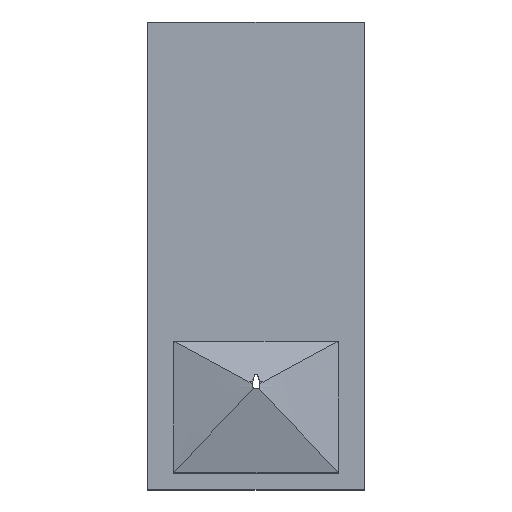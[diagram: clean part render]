
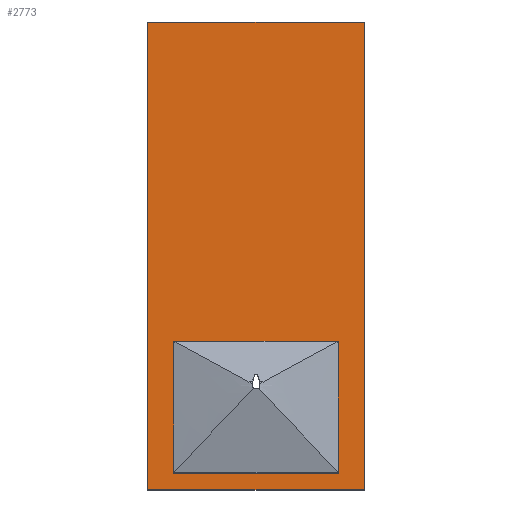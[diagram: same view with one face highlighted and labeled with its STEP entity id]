
A CAD part, top view. The second image highlights one B-rep face of the part: STEP entity #2773.
In plain terms, the highlighted planar face has unit normal (0, 0, 1).
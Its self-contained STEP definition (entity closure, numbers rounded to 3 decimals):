
#16=FACE_BOUND('',#600,.T.);
#169=B_SPLINE_CURVE_WITH_KNOTS('',3,(#5400,#5401,#5402,#5403,#5404,#5405),
 .UNSPECIFIED.,.F.,.F.,(4,2,4),(-0.829,-0.8,-0.05),
 .UNSPECIFIED.);
#176=B_SPLINE_CURVE_WITH_KNOTS('',3,(#5457,#5458,#5459,#5460),
 .UNSPECIFIED.,.F.,.F.,(4,4),(-0.078,0.003),
 .UNSPECIFIED.);
#177=B_SPLINE_CURVE_WITH_KNOTS('',3,(#5463,#5464,#5465,#5466),
 .UNSPECIFIED.,.F.,.F.,(4,4),(-1.562,-1.481),
 .UNSPECIFIED.);
#178=B_SPLINE_CURVE_WITH_KNOTS('',3,(#5474,#5475,#5476,#5477,#5478,#5479),
 .UNSPECIFIED.,.F.,.F.,(4,2,4),(-1.518,-0.795,-0.729),
 .UNSPECIFIED.);
#431=FACE_OUTER_BOUND('',#599,.T.);
#599=EDGE_LOOP('',(#2154,#2155,#2156,#2157));
#600=EDGE_LOOP('',(#2158,#2159,#2160,#2161,#2162,#2163,#2164,#2165,#2166,
#2167));
#727=LINE('',#4034,#925);
#739=LINE('',#4114,#937);
#743=LINE('',#4122,#941);
#758=LINE('',#4151,#956);
#760=LINE('',#4154,#958);
#796=LINE('',#5246,#994);
#798=LINE('',#5468,#996);
#799=LINE('',#5470,#997);
#800=LINE('',#5472,#998);
#801=LINE('',#5480,#999);
#925=VECTOR('',#3155,10.);
#937=VECTOR('',#3179,54.8);
#941=VECTOR('',#3185,25.4);
#956=VECTOR('',#3202,54.8);
#958=VECTOR('',#3206,25.4);
#994=VECTOR('',#3356,10.);
#996=VECTOR('',#3362,10.);
#997=VECTOR('',#3363,10.);
#998=VECTOR('',#3364,10.);
#999=VECTOR('',#3365,10.);
#1141=VERTEX_POINT('',#4025);
#1142=VERTEX_POINT('',#4033);
#1150=VERTEX_POINT('',#4111);
#1151=VERTEX_POINT('',#4113);
#1154=VERTEX_POINT('',#4121);
#1167=VERTEX_POINT('',#4148);
#1250=VERTEX_POINT('',#5244);
#1251=VERTEX_POINT('',#5245);
#1259=VERTEX_POINT('',#5399);
#1263=VERTEX_POINT('',#5462);
#1264=VERTEX_POINT('',#5467);
#1265=VERTEX_POINT('',#5469);
#1266=VERTEX_POINT('',#5471);
#1267=VERTEX_POINT('',#5473);
#1419=EDGE_CURVE('',#1142,#1141,#727,.T.);
#1436=EDGE_CURVE('',#1150,#1151,#739,.T.);
#1440=EDGE_CURVE('',#1151,#1154,#743,.T.);
#1455=EDGE_CURVE('',#1154,#1167,#758,.T.);
#1457=EDGE_CURVE('',#1167,#1150,#760,.T.);
#1571=EDGE_CURVE('',#1250,#1251,#796,.T.);
#1583=EDGE_CURVE('',#1259,#1250,#169,.T.);
#1590=EDGE_CURVE('',#1251,#1141,#176,.T.);
#1591=EDGE_CURVE('',#1142,#1263,#177,.T.);
#1592=EDGE_CURVE('',#1259,#1264,#798,.T.);
#1593=EDGE_CURVE('',#1264,#1265,#799,.T.);
#1594=EDGE_CURVE('',#1265,#1266,#800,.T.);
#1595=EDGE_CURVE('',#1267,#1266,#178,.T.);
#1596=EDGE_CURVE('',#1263,#1267,#801,.T.);
#2154=ORIENTED_EDGE('',*,*,#1436,.F.);
#2155=ORIENTED_EDGE('',*,*,#1457,.F.);
#2156=ORIENTED_EDGE('',*,*,#1455,.F.);
#2157=ORIENTED_EDGE('',*,*,#1440,.F.);
#2158=ORIENTED_EDGE('',*,*,#1591,.F.);
#2159=ORIENTED_EDGE('',*,*,#1419,.T.);
#2160=ORIENTED_EDGE('',*,*,#1590,.F.);
#2161=ORIENTED_EDGE('',*,*,#1571,.F.);
#2162=ORIENTED_EDGE('',*,*,#1583,.F.);
#2163=ORIENTED_EDGE('',*,*,#1592,.T.);
#2164=ORIENTED_EDGE('',*,*,#1593,.T.);
#2165=ORIENTED_EDGE('',*,*,#1594,.T.);
#2166=ORIENTED_EDGE('',*,*,#1595,.F.);
#2167=ORIENTED_EDGE('',*,*,#1596,.F.);
#2685=PLANE('',#3003);
#2773=ADVANCED_FACE('',(#431,#16),#2685,.F.);
#3003=AXIS2_PLACEMENT_3D('',#5461,#3360,#3361);
#3155=DIRECTION('',(-1.,0.,0.));
#3179=DIRECTION('',(0.,1.,0.));
#3185=DIRECTION('',(1.,0.,0.));
#3202=DIRECTION('',(0.,-1.,0.));
#3206=DIRECTION('',(-1.,0.,0.));
#3356=DIRECTION('',(-1.,0.,0.));
#3360=DIRECTION('center_axis',(0.,0.,-1.));
#3361=DIRECTION('ref_axis',(-1.,0.,0.));
#3362=DIRECTION('',(0.,1.,0.));
#3363=DIRECTION('',(1.,0.,0.));
#3364=DIRECTION('',(0.,-1.,0.));
#3365=DIRECTION('',(-1.,0.,0.));
#4025=CARTESIAN_POINT('',(5.026,10.652,2.25));
#4033=CARTESIAN_POINT('',(24.374,10.652,2.25));
#4034=CARTESIAN_POINT('',(14.7,10.652,2.25));
#4111=CARTESIAN_POINT('',(2.,8.7,2.25));
#4113=CARTESIAN_POINT('',(2.,63.5,2.25));
#4114=CARTESIAN_POINT('',(2.,28.5,2.25));
#4121=CARTESIAN_POINT('',(27.4,63.5,2.25));
#4122=CARTESIAN_POINT('',(29.4,63.5,2.25));
#4148=CARTESIAN_POINT('',(27.4,8.7,2.25));
#4151=CARTESIAN_POINT('',(27.4,28.5,2.25));
#4154=CARTESIAN_POINT('',(29.4,8.7,2.25));
#5244=CARTESIAN_POINT('',(5.063,11.467,2.25));
#5245=CARTESIAN_POINT('',(5.03,11.467,2.25));
#5246=CARTESIAN_POINT('',(4.813,11.467,2.25));
#5399=CARTESIAN_POINT('',(5.095,19.257,2.25));
#5400=CARTESIAN_POINT('Ctrl Pts',(5.095,19.257,2.25));
#5401=CARTESIAN_POINT('Ctrl Pts',(5.095,19.16,2.25));
#5402=CARTESIAN_POINT('Ctrl Pts',(5.094,19.063,2.25));
#5403=CARTESIAN_POINT('Ctrl Pts',(5.084,16.466,2.25));
#5404=CARTESIAN_POINT('Ctrl Pts',(5.073,13.966,2.25));
#5405=CARTESIAN_POINT('Ctrl Pts',(5.063,11.467,2.25));
#5457=CARTESIAN_POINT('Ctrl Pts',(5.03,11.467,2.25));
#5458=CARTESIAN_POINT('Ctrl Pts',(5.029,11.195,2.25));
#5459=CARTESIAN_POINT('Ctrl Pts',(5.027,10.924,2.25));
#5460=CARTESIAN_POINT('Ctrl Pts',(5.026,10.652,2.25));
#5461=CARTESIAN_POINT('Origin',(29.4,28.5,2.25));
#5462=CARTESIAN_POINT('',(24.37,11.467,2.25));
#5463=CARTESIAN_POINT('Ctrl Pts',(24.374,10.652,2.25));
#5464=CARTESIAN_POINT('Ctrl Pts',(24.373,10.924,2.25));
#5465=CARTESIAN_POINT('Ctrl Pts',(24.371,11.195,2.25));
#5466=CARTESIAN_POINT('Ctrl Pts',(24.37,11.467,2.25));
#5467=CARTESIAN_POINT('',(5.095,26.089,2.25));
#5468=CARTESIAN_POINT('',(5.095,11.467,2.25));
#5469=CARTESIAN_POINT('',(24.304,26.089,2.25));
#5470=CARTESIAN_POINT('',(5.095,26.089,2.25));
#5471=CARTESIAN_POINT('',(24.304,19.35,2.25));
#5472=CARTESIAN_POINT('',(24.304,27.42,2.25));
#5473=CARTESIAN_POINT('',(24.337,11.467,2.25));
#5474=CARTESIAN_POINT('Ctrl Pts',(24.337,11.467,2.25));
#5475=CARTESIAN_POINT('Ctrl Pts',(24.327,13.873,2.25));
#5476=CARTESIAN_POINT('Ctrl Pts',(24.317,16.279,2.25));
#5477=CARTESIAN_POINT('Ctrl Pts',(24.306,18.907,2.25));
#5478=CARTESIAN_POINT('Ctrl Pts',(24.305,19.128,2.25));
#5479=CARTESIAN_POINT('Ctrl Pts',(24.304,19.35,2.25));
#5480=CARTESIAN_POINT('',(14.613,11.467,2.25));
